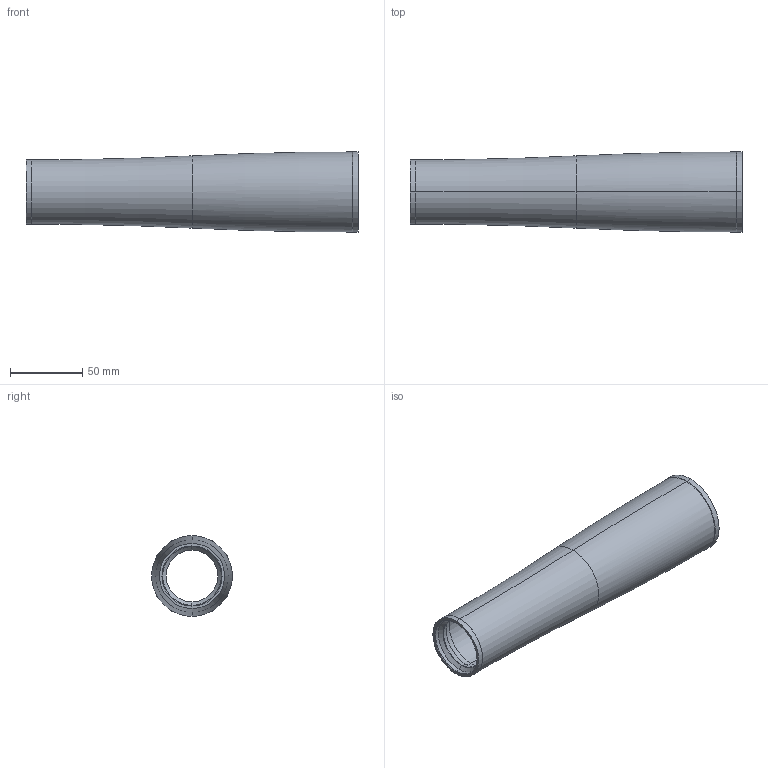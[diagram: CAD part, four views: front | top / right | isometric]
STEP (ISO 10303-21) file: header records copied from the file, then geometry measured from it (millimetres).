
FILE_DESCRIPTION (( 'STEP AP214' ), '1' );
FILE_NAME ('HT0454.STEP', '2017-09-05T17:45:29', ( 'Accounting' ), ( 'Microsoft' ), 'SwSTEP 2.0', 'SolidWorks 2017', '' );
FILE_SCHEMA (( 'AUTOMOTIVE_DESIGN' ));
Length unit declared in the file: millimetre
Products named in the file (1): HT0454
Bounding box: 230 x 56 x 56 mm (x, y, z)
Volume: 49949.5 mm3; surface area: 71287.5 mm2
Topology: 1 solids, 1 shells, 42 faces, 84 edges, 44 vertices
Faces by surface type: cone 16, cylinder 12, torus 12, plane 2
Entity records: 1114 total; most frequent: DIRECTION 226, CARTESIAN_POINT 171, ORIENTED_EDGE 168, AXIS2_PLACEMENT_3D 99, EDGE_CURVE 84, CIRCLE 56, EDGE_LOOP 44, VERTEX_POINT 44
